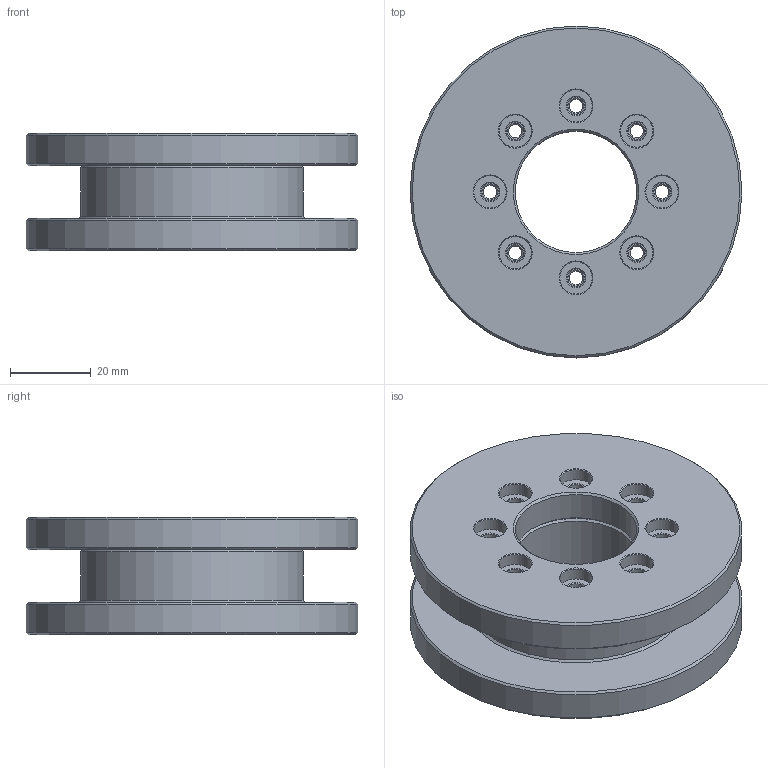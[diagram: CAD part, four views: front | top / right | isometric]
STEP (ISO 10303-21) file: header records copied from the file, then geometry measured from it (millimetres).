
FILE_DESCRIPTION(/* description */ (''),/* implementation_level */ '2;1');
FILE_NAME(/* name */ '6.ipt.stp',/* time_stamp */ '2016-01-07T16:46:33-08:00',/* author */ ('Autodesk Inc.'),/* organization */ ('Autodesk Inc.'),/* preprocessor_version */ 'ST-DEVELOPER v16.1',/* originating_system */ 'Autodesk Inventor 2016',/* authorisation */ '');
FILE_SCHEMA (('AUTOMOTIVE_DESIGN { 1 0 10303 214 3 1 1 }'));
Length unit declared in the file: millimetre
Products named in the file (1): 6
Bounding box: 82 x 82 x 29 mm (x, y, z)
Volume: 91353.5 mm3; surface area: 26571.6 mm2
Topology: 1 solids, 1 shells, 99 faces, 186 edges, 107 vertices
Faces by surface type: cone 50, cylinder 29, plane 20
Full cylindrical faces by diameter (mm): 3.3 x8, 4.5 x8, 8 x8, 30 x2, 55 x1, 82 x2
Entity records: 2213 total; most frequent: DIRECTION 414, CARTESIAN_POINT 314, EDGE_LOOP 214, ORIENTED_EDGE 214, AXIS2_PLACEMENT_3D 207, FACE_BOUND 115, CIRCLE 107, VERTEX_POINT 107
